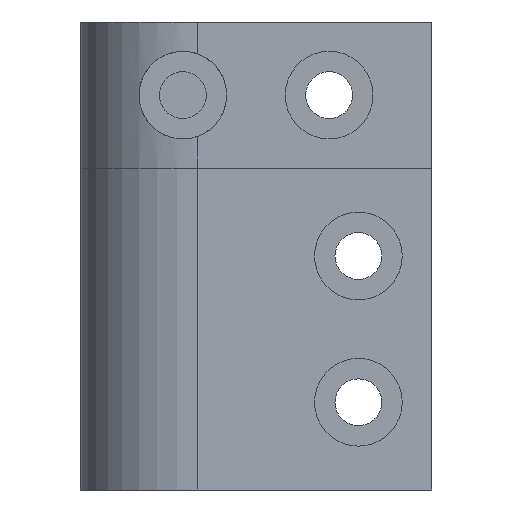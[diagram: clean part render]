
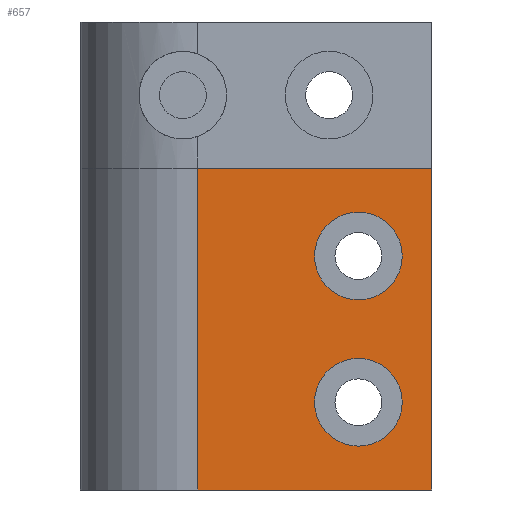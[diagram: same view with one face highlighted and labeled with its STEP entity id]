
A CAD part, left-side view. The second image highlights one B-rep face of the part: STEP entity #657.
In plain terms, the highlighted planar face has unit normal (-1, 0, 0).
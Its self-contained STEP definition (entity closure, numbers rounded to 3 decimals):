
#43 = PLANE('',#44);
#44 = AXIS2_PLACEMENT_3D('',#45,#46,#47);
#45 = CARTESIAN_POINT('',(8.,24.,0.));
#46 = DIRECTION('',(0.,0.,1.));
#47 = DIRECTION('',(1.,0.,0.));
#68 = VERTEX_POINT('',#69);
#69 = CARTESIAN_POINT('',(0.,16.,0.));
#84 = CYLINDRICAL_SURFACE('',#85,8.);
#85 = AXIS2_PLACEMENT_3D('',#86,#87,#88);
#86 = CARTESIAN_POINT('',(8.,16.,0.));
#87 = DIRECTION('',(-0.,-0.,-1.));
#88 = DIRECTION('',(1.,0.,0.));
#96 = EDGE_CURVE('',#97,#68,#99,.T.);
#97 = VERTEX_POINT('',#98);
#98 = CARTESIAN_POINT('',(0.,0.,0.));
#99 = SURFACE_CURVE('',#100,(#104,#111),.PCURVE_S1.);
#100 = LINE('',#101,#102);
#101 = CARTESIAN_POINT('',(0.,0.,0.));
#102 = VECTOR('',#103,1.);
#103 = DIRECTION('',(0.,1.,0.));
#104 = PCURVE('',#43,#105);
#105 = DEFINITIONAL_REPRESENTATION('',(#106),#110);
#106 = LINE('',#107,#108);
#107 = CARTESIAN_POINT('',(-8.,-24.));
#108 = VECTOR('',#109,1.);
#109 = DIRECTION('',(0.,1.));
#110 = ( GEOMETRIC_REPRESENTATION_CONTEXT(2) 
PARAMETRIC_REPRESENTATION_CONTEXT() REPRESENTATION_CONTEXT('2D SPACE',''
  ) );
#111 = PCURVE('',#112,#117);
#112 = PLANE('',#113);
#113 = AXIS2_PLACEMENT_3D('',#114,#115,#116);
#114 = CARTESIAN_POINT('',(0.,0.,0.));
#115 = DIRECTION('',(-1.,0.,0.));
#116 = DIRECTION('',(0.,1.,0.));
#117 = DEFINITIONAL_REPRESENTATION('',(#118),#122);
#118 = LINE('',#119,#120);
#119 = CARTESIAN_POINT('',(0.,0.));
#120 = VECTOR('',#121,1.);
#121 = DIRECTION('',(1.,0.));
#122 = ( GEOMETRIC_REPRESENTATION_CONTEXT(2) 
PARAMETRIC_REPRESENTATION_CONTEXT() REPRESENTATION_CONTEXT('2D SPACE',''
  ) );
#140 = PLANE('',#141);
#141 = AXIS2_PLACEMENT_3D('',#142,#143,#144);
#142 = CARTESIAN_POINT('',(10.,0.,0.));
#143 = DIRECTION('',(0.,-1.,0.));
#144 = DIRECTION('',(-1.,0.,0.));
#440 = VERTEX_POINT('',#441);
#441 = CARTESIAN_POINT('',(0.,16.,22.));
#468 = EDGE_CURVE('',#68,#440,#469,.T.);
#469 = SURFACE_CURVE('',#470,(#474,#481),.PCURVE_S1.);
#470 = LINE('',#471,#472);
#471 = CARTESIAN_POINT('',(0.,16.,0.));
#472 = VECTOR('',#473,1.);
#473 = DIRECTION('',(0.,0.,1.));
#474 = PCURVE('',#84,#475);
#475 = DEFINITIONAL_REPRESENTATION('',(#476),#480);
#476 = LINE('',#477,#478);
#477 = CARTESIAN_POINT('',(-3.142,0.));
#478 = VECTOR('',#479,1.);
#479 = DIRECTION('',(-0.,-1.));
#480 = ( GEOMETRIC_REPRESENTATION_CONTEXT(2) 
PARAMETRIC_REPRESENTATION_CONTEXT() REPRESENTATION_CONTEXT('2D SPACE',''
  ) );
#481 = PCURVE('',#112,#482);
#482 = DEFINITIONAL_REPRESENTATION('',(#483),#487);
#483 = LINE('',#484,#485);
#484 = CARTESIAN_POINT('',(16.,0.));
#485 = VECTOR('',#486,1.);
#486 = DIRECTION('',(0.,-1.));
#487 = ( GEOMETRIC_REPRESENTATION_CONTEXT(2) 
PARAMETRIC_REPRESENTATION_CONTEXT() REPRESENTATION_CONTEXT('2D SPACE',''
  ) );
#657 = ADVANCED_FACE('',(#658,#711,#742),#112,.T.);
#658 = FACE_BOUND('',#659,.T.);
#659 = EDGE_LOOP('',(#660,#683,#709,#710));
#660 = ORIENTED_EDGE('',*,*,#661,.T.);
#661 = EDGE_CURVE('',#97,#662,#664,.T.);
#662 = VERTEX_POINT('',#663);
#663 = CARTESIAN_POINT('',(0.,0.,22.));
#664 = SURFACE_CURVE('',#665,(#669,#676),.PCURVE_S1.);
#665 = LINE('',#666,#667);
#666 = CARTESIAN_POINT('',(0.,0.,0.));
#667 = VECTOR('',#668,1.);
#668 = DIRECTION('',(0.,0.,1.));
#669 = PCURVE('',#112,#670);
#670 = DEFINITIONAL_REPRESENTATION('',(#671),#675);
#671 = LINE('',#672,#673);
#672 = CARTESIAN_POINT('',(0.,0.));
#673 = VECTOR('',#674,1.);
#674 = DIRECTION('',(0.,-1.));
#675 = ( GEOMETRIC_REPRESENTATION_CONTEXT(2) 
PARAMETRIC_REPRESENTATION_CONTEXT() REPRESENTATION_CONTEXT('2D SPACE',''
  ) );
#676 = PCURVE('',#140,#677);
#677 = DEFINITIONAL_REPRESENTATION('',(#678),#682);
#678 = LINE('',#679,#680);
#679 = CARTESIAN_POINT('',(10.,0.));
#680 = VECTOR('',#681,1.);
#681 = DIRECTION('',(0.,-1.));
#682 = ( GEOMETRIC_REPRESENTATION_CONTEXT(2) 
PARAMETRIC_REPRESENTATION_CONTEXT() REPRESENTATION_CONTEXT('2D SPACE',''
  ) );
#683 = ORIENTED_EDGE('',*,*,#684,.T.);
#684 = EDGE_CURVE('',#662,#440,#685,.T.);
#685 = SURFACE_CURVE('',#686,(#690,#697),.PCURVE_S1.);
#686 = LINE('',#687,#688);
#687 = CARTESIAN_POINT('',(0.,0.,22.));
#688 = VECTOR('',#689,1.);
#689 = DIRECTION('',(0.,1.,0.));
#690 = PCURVE('',#112,#691);
#691 = DEFINITIONAL_REPRESENTATION('',(#692),#696);
#692 = LINE('',#693,#694);
#693 = CARTESIAN_POINT('',(0.,-22.));
#694 = VECTOR('',#695,1.);
#695 = DIRECTION('',(1.,0.));
#696 = ( GEOMETRIC_REPRESENTATION_CONTEXT(2) 
PARAMETRIC_REPRESENTATION_CONTEXT() REPRESENTATION_CONTEXT('2D SPACE',''
  ) );
#697 = PCURVE('',#698,#703);
#698 = PLANE('',#699);
#699 = AXIS2_PLACEMENT_3D('',#700,#701,#702);
#700 = CARTESIAN_POINT('',(0.,0.,22.));
#701 = DIRECTION('',(-1.,0.,0.));
#702 = DIRECTION('',(0.,1.,0.));
#703 = DEFINITIONAL_REPRESENTATION('',(#704),#708);
#704 = LINE('',#705,#706);
#705 = CARTESIAN_POINT('',(0.,0.));
#706 = VECTOR('',#707,1.);
#707 = DIRECTION('',(1.,0.));
#708 = ( GEOMETRIC_REPRESENTATION_CONTEXT(2) 
PARAMETRIC_REPRESENTATION_CONTEXT() REPRESENTATION_CONTEXT('2D SPACE',''
  ) );
#709 = ORIENTED_EDGE('',*,*,#468,.F.);
#710 = ORIENTED_EDGE('',*,*,#96,.F.);
#711 = FACE_BOUND('',#712,.T.);
#712 = EDGE_LOOP('',(#713));
#713 = ORIENTED_EDGE('',*,*,#714,.F.);
#714 = EDGE_CURVE('',#715,#715,#717,.T.);
#715 = VERTEX_POINT('',#716);
#716 = CARTESIAN_POINT('',(0.,2.,6.));
#717 = SURFACE_CURVE('',#718,(#723,#730),.PCURVE_S1.);
#718 = CIRCLE('',#719,3.);
#719 = AXIS2_PLACEMENT_3D('',#720,#721,#722);
#720 = CARTESIAN_POINT('',(0.,5.,6.));
#721 = DIRECTION('',(-1.,0.,0.));
#722 = DIRECTION('',(0.,-1.,0.));
#723 = PCURVE('',#112,#724);
#724 = DEFINITIONAL_REPRESENTATION('',(#725),#729);
#725 = CIRCLE('',#726,3.);
#726 = AXIS2_PLACEMENT_2D('',#727,#728);
#727 = CARTESIAN_POINT('',(5.,-6.));
#728 = DIRECTION('',(-1.,0.));
#729 = ( GEOMETRIC_REPRESENTATION_CONTEXT(2) 
PARAMETRIC_REPRESENTATION_CONTEXT() REPRESENTATION_CONTEXT('2D SPACE',''
  ) );
#730 = PCURVE('',#731,#736);
#731 = CYLINDRICAL_SURFACE('',#732,3.);
#732 = AXIS2_PLACEMENT_3D('',#733,#734,#735);
#733 = CARTESIAN_POINT('',(0.,5.,6.));
#734 = DIRECTION('',(-1.,0.,0.));
#735 = DIRECTION('',(0.,-1.,0.));
#736 = DEFINITIONAL_REPRESENTATION('',(#737),#741);
#737 = LINE('',#738,#739);
#738 = CARTESIAN_POINT('',(0.,0.));
#739 = VECTOR('',#740,1.);
#740 = DIRECTION('',(1.,0.));
#741 = ( GEOMETRIC_REPRESENTATION_CONTEXT(2) 
PARAMETRIC_REPRESENTATION_CONTEXT() REPRESENTATION_CONTEXT('2D SPACE',''
  ) );
#742 = FACE_BOUND('',#743,.T.);
#743 = EDGE_LOOP('',(#744));
#744 = ORIENTED_EDGE('',*,*,#745,.F.);
#745 = EDGE_CURVE('',#746,#746,#748,.T.);
#746 = VERTEX_POINT('',#747);
#747 = CARTESIAN_POINT('',(0.,2.,16.));
#748 = SURFACE_CURVE('',#749,(#754,#761),.PCURVE_S1.);
#749 = CIRCLE('',#750,3.);
#750 = AXIS2_PLACEMENT_3D('',#751,#752,#753);
#751 = CARTESIAN_POINT('',(0.,5.,16.));
#752 = DIRECTION('',(-1.,0.,0.));
#753 = DIRECTION('',(0.,-1.,0.));
#754 = PCURVE('',#112,#755);
#755 = DEFINITIONAL_REPRESENTATION('',(#756),#760);
#756 = CIRCLE('',#757,3.);
#757 = AXIS2_PLACEMENT_2D('',#758,#759);
#758 = CARTESIAN_POINT('',(5.,-16.));
#759 = DIRECTION('',(-1.,0.));
#760 = ( GEOMETRIC_REPRESENTATION_CONTEXT(2) 
PARAMETRIC_REPRESENTATION_CONTEXT() REPRESENTATION_CONTEXT('2D SPACE',''
  ) );
#761 = PCURVE('',#762,#767);
#762 = CYLINDRICAL_SURFACE('',#763,3.);
#763 = AXIS2_PLACEMENT_3D('',#764,#765,#766);
#764 = CARTESIAN_POINT('',(0.,5.,16.));
#765 = DIRECTION('',(-1.,0.,0.));
#766 = DIRECTION('',(0.,-1.,0.));
#767 = DEFINITIONAL_REPRESENTATION('',(#768),#772);
#768 = LINE('',#769,#770);
#769 = CARTESIAN_POINT('',(0.,0.));
#770 = VECTOR('',#771,1.);
#771 = DIRECTION('',(1.,0.));
#772 = ( GEOMETRIC_REPRESENTATION_CONTEXT(2) 
PARAMETRIC_REPRESENTATION_CONTEXT() REPRESENTATION_CONTEXT('2D SPACE',''
  ) );
